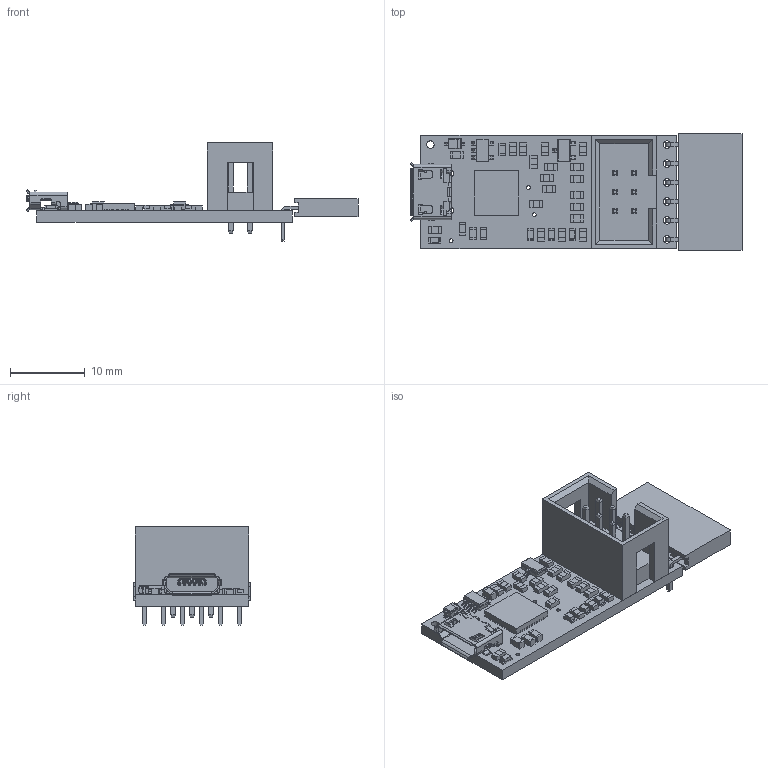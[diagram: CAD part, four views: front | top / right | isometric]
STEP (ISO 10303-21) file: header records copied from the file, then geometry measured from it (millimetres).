
FILE_DESCRIPTION (( 'STEP AP214' ), '1' );
FILE_NAME ('pololu-usb-avr-programmer-v2.step', '2017-06-22T18:42:12', ( '' ), ( '' ), 'SwSTEP 2.0', 'SolidWorks 2016', '' );
FILE_SCHEMA (( 'AUTOMOTIVE_DESIGN' ));
Length unit declared in the file: millimetre
Products named in the file (1): pololu-usb-avr-programmer-v2
Bounding box: 44.56 x 15.64 x 13.17 mm (x, y, z)
Volume: 1742.6 mm3; surface area: 3273 mm2
Topology: 2 solids, 2 shells, 1913 faces, 5366 edges, 3474 vertices
Faces by surface type: plane 1411, cylinder 327, bspline 161, cone 6, sphere 4, torus 4
Full cylindrical faces by diameter (mm): 0.508 x4, 1.016 x13
Entity records: 87725 total; most frequent: CARTESIAN_POINT 18124, ORIENTED_EDGE 10690, DIRECTION 9009, EDGE_CURVE 5345, VECTOR 4319, LINE 4319, VERTEX_POINT 3474, AXIS2_PLACEMENT_3D 2345
